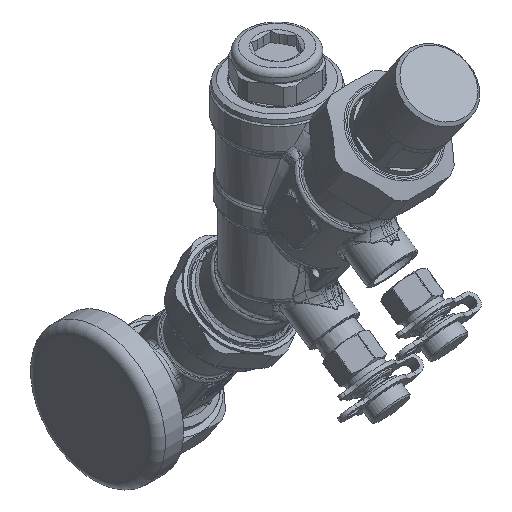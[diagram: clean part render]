
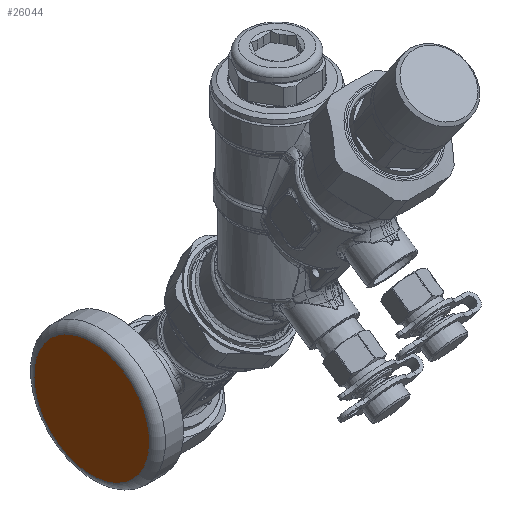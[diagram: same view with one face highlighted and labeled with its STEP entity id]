
A CAD part, isometric view. The second image highlights one B-rep face of the part: STEP entity #26044.
In plain terms, the highlighted face is planar.
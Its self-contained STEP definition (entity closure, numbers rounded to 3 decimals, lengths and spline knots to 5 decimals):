
#6199=FACE_OUTER_BOUND('',#7867,.T.);
#7867=EDGE_LOOP('',(#22092));
#9157=CIRCLE('',#28291,0.905);
#11293=VERTEX_POINT('',#189937);
#14918=EDGE_CURVE('',#11293,#11293,#9157,.T.);
#22092=ORIENTED_EDGE('',*,*,#14918,.F.);
#23058=PLANE('',#28297);
#26044=ADVANCED_FACE('',(#6199),#23058,.T.);
#28291=AXIS2_PLACEMENT_3D('',#189938,#33041,#33042);
#28297=AXIS2_PLACEMENT_3D('',#189948,#33054,#33055);
#33041=DIRECTION('center_axis',(-1.,0.,0.));
#33042=DIRECTION('ref_axis',(0.,1.,0.));
#33054=DIRECTION('center_axis',(1.,0.,0.));
#33055=DIRECTION('ref_axis',(0.,-1.,0.));
#189937=CARTESIAN_POINT('',(1.4924,0.905,0.));
#189938=CARTESIAN_POINT('Origin',(1.4924,0.,
0.));
#189948=CARTESIAN_POINT('Origin',(1.4924,0.,
0.));
